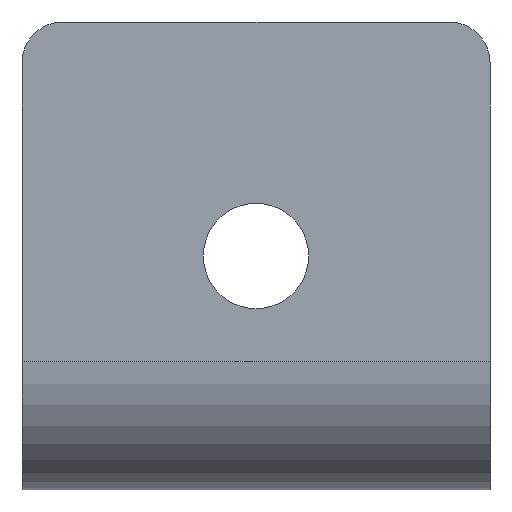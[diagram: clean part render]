
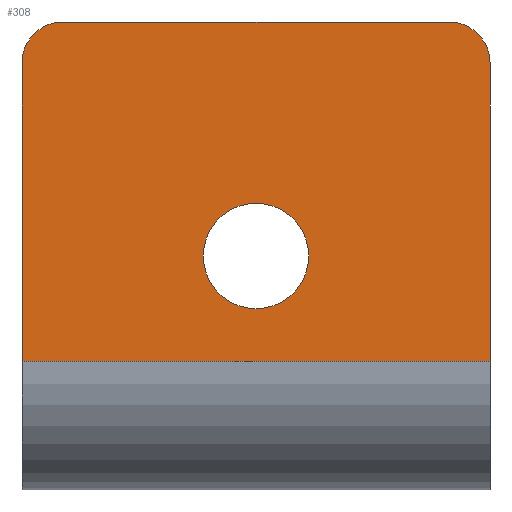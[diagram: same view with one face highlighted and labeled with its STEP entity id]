
A CAD part, left-side view. The second image highlights one B-rep face of the part: STEP entity #308.
In plain terms, the highlighted planar face has unit normal (-1, 0, 0).
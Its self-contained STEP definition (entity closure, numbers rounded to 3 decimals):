
#17=FACE_BOUND('',#53,.T.);
#25=PLANE('',#330);
#34=FACE_OUTER_BOUND('',#52,.T.);
#52=EDGE_LOOP('',(#219,#220,#221,#222,#223,#224));
#53=EDGE_LOOP('',(#225));
#79=LINE('',#473,#103);
#80=LINE('',#475,#104);
#81=LINE('',#477,#105);
#82=LINE('',#480,#106);
#103=VECTOR('',#375,25.5);
#104=VECTOR('',#376,40.);
#105=VECTOR('',#377,25.5);
#106=VECTOR('',#380,33.);
#125=CIRCLE('',#328,3.5);
#127=CIRCLE('',#331,3.5);
#128=CIRCLE('',#332,4.5);
#143=VERTEX_POINT('',#463);
#144=VERTEX_POINT('',#464);
#147=VERTEX_POINT('',#472);
#148=VERTEX_POINT('',#474);
#149=VERTEX_POINT('',#476);
#150=VERTEX_POINT('',#478);
#151=VERTEX_POINT('',#481);
#173=EDGE_CURVE('',#143,#144,#125,.T.);
#177=EDGE_CURVE('',#143,#147,#79,.T.);
#178=EDGE_CURVE('',#147,#148,#80,.T.);
#179=EDGE_CURVE('',#148,#149,#81,.T.);
#180=EDGE_CURVE('',#150,#149,#127,.T.);
#181=EDGE_CURVE('',#150,#144,#82,.T.);
#182=EDGE_CURVE('',#151,#151,#128,.T.);
#219=ORIENTED_EDGE('',*,*,#173,.F.);
#220=ORIENTED_EDGE('',*,*,#177,.T.);
#221=ORIENTED_EDGE('',*,*,#178,.T.);
#222=ORIENTED_EDGE('',*,*,#179,.T.);
#223=ORIENTED_EDGE('',*,*,#180,.F.);
#224=ORIENTED_EDGE('',*,*,#181,.T.);
#225=ORIENTED_EDGE('',*,*,#182,.T.);
#308=ADVANCED_FACE('',(#34,#17),#25,.T.);
#328=AXIS2_PLACEMENT_3D('',#465,#367,#368);
#330=AXIS2_PLACEMENT_3D('',#471,#373,#374);
#331=AXIS2_PLACEMENT_3D('',#479,#378,#379);
#332=AXIS2_PLACEMENT_3D('',#482,#381,#382);
#367=DIRECTION('center_axis',(1.,0.,0.));
#368=DIRECTION('ref_axis',(0.,0.707,0.707));
#373=DIRECTION('center_axis',(-1.,0.,0.));
#374=DIRECTION('ref_axis',(0.,0.,1.));
#375=DIRECTION('',(0.,0.,-1.));
#376=DIRECTION('',(0.,-1.,0.));
#377=DIRECTION('',(0.,0.,1.));
#378=DIRECTION('center_axis',(1.,0.,0.));
#379=DIRECTION('ref_axis',(0.,-0.707,0.707));
#380=DIRECTION('',(0.,1.,0.));
#381=DIRECTION('center_axis',(1.,0.,0.));
#382=DIRECTION('ref_axis',(0.,0.,-1.));
#463=CARTESIAN_POINT('',(-11.,20.,25.5));
#464=CARTESIAN_POINT('',(-11.,16.5,29.));
#465=CARTESIAN_POINT('Origin',(-11.,16.5,25.5));
#471=CARTESIAN_POINT('Origin',(-11.,0.,29.));
#472=CARTESIAN_POINT('',(-11.,20.,0.));
#473=CARTESIAN_POINT('',(-11.,20.,29.));
#474=CARTESIAN_POINT('',(-11.,-20.,0.));
#475=CARTESIAN_POINT('',(-11.,0.,0.));
#476=CARTESIAN_POINT('',(-11.,-20.,25.5));
#477=CARTESIAN_POINT('',(-11.,-20.,29.));
#478=CARTESIAN_POINT('',(-11.,-16.5,29.));
#479=CARTESIAN_POINT('Origin',(-11.,-16.5,25.5));
#480=CARTESIAN_POINT('',(-11.,0.,29.));
#481=CARTESIAN_POINT('',(-11.,0.,13.5));
#482=CARTESIAN_POINT('Origin',(-11.,0.,9.));
